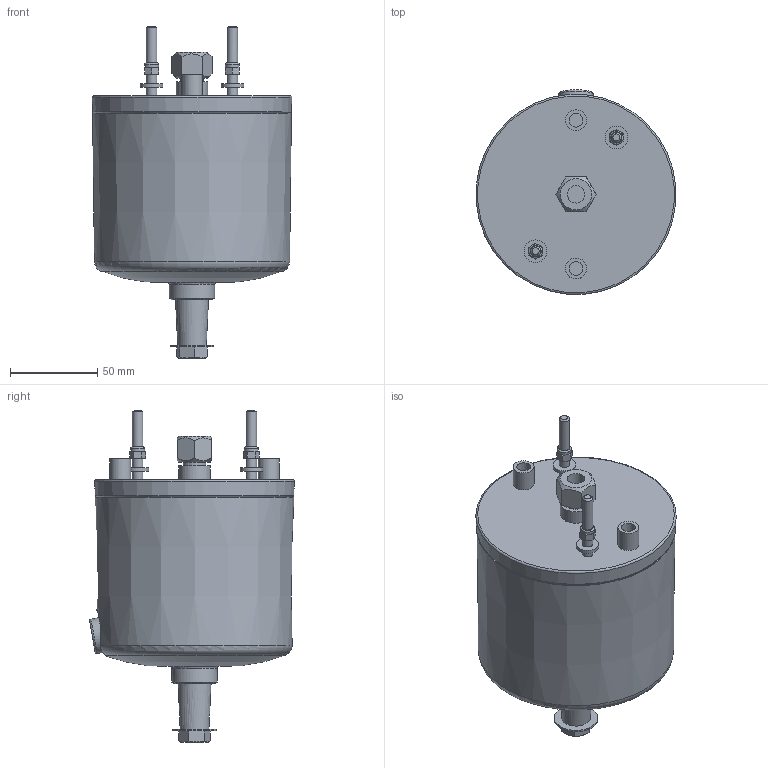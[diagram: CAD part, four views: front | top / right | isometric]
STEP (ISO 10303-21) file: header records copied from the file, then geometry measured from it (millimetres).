
FILE_DESCRIPTION(('FreeCAD Model'),'2;1');
FILE_NAME('Open CASCADE Shape Model','2025-05-05T03:41:06',('FreeCAD'),( 'FreeCAD'),'Open CASCADE STEP processor 7.6','FreeCAD','Unknown');
FILE_SCHEMA(('AUTOMOTIVE_DESIGN { 1 0 10303 214 1 1 1 1 }'));
Length unit declared in the file: millimetre
Products named in the file (1): Open CASCADE STEP translator 7.6 1
Bounding box: 114.52 x 117.41 x 190.4 mm (x, y, z)
Volume: 1065256.8 mm3; surface area: 91380.5 mm2
Topology: 9 solids, 9 shells, 162 faces, 325 edges, 200 vertices
Faces by surface type: plane 64, cone 40, cylinder 36, bspline 12, torus 9, revolution 1
Full cylindrical faces by diameter (mm): 4.2 x2, 5 x2, 5.857 x2, 6 x4, 6.1 x2, 8 x4, 9 x1, 10 x3, 10.5 x1, 11 x1, 12 x2, 13 x3, 18 x1, 20 x1, 25 x1, 26 x1
Entity records: 6898 total; most frequent: CARTESIAN_POINT 3792, ORIENTED_EDGE 650, DIRECTION 579, EDGE_CURVE 325, AXIS2_PLACEMENT_3D 270, VERTEX_POINT 200, FACE_BOUND 191, EDGE_LOOP 191
